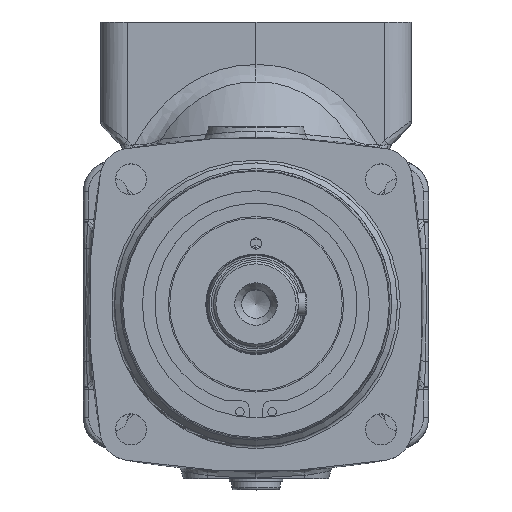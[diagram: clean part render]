
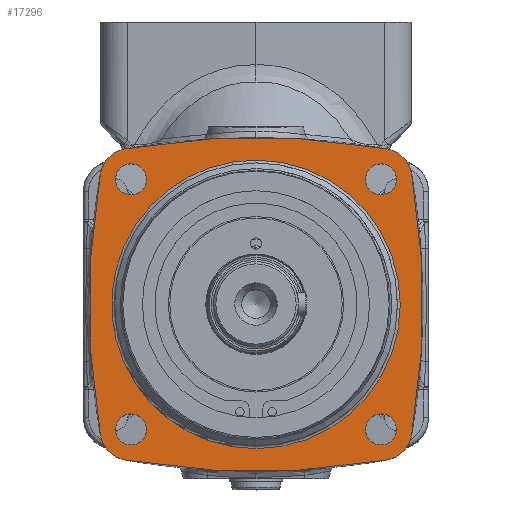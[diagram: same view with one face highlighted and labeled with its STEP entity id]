
A CAD part, top view. The second image highlights one B-rep face of the part: STEP entity #17296.
In plain terms, the highlighted planar face has unit normal (0, 0, 1).
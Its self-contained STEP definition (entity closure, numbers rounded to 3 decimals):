
#335=FACE_BOUND('',#3899,.T.);
#336=FACE_BOUND('',#3900,.T.);
#337=FACE_BOUND('',#3901,.T.);
#338=FACE_BOUND('',#3902,.T.);
#339=FACE_BOUND('',#3903,.T.);
#2186=PLANE('',#18851);
#2775=FACE_OUTER_BOUND('',#3898,.T.);
#3898=EDGE_LOOP('',(#12700,#12701,#12702,#12703,#12704,#12705,#12706,#12707));
#3899=EDGE_LOOP('',(#12708,#12709));
#3900=EDGE_LOOP('',(#12710,#12711));
#3901=EDGE_LOOP('',(#12712,#12713));
#3902=EDGE_LOOP('',(#12714,#12715));
#3903=EDGE_LOOP('',(#12716,#12717));
#4785=CIRCLE('',#18215,51.);
#4790=CIRCLE('',#18220,51.);
#4976=CIRCLE('',#18552,5.5);
#4977=CIRCLE('',#18553,5.5);
#4980=CIRCLE('',#18557,5.5);
#4981=CIRCLE('',#18558,5.5);
#4984=CIRCLE('',#18562,5.5);
#4985=CIRCLE('',#18563,5.5);
#4988=CIRCLE('',#18567,5.5);
#4989=CIRCLE('',#18568,5.5);
#5074=CIRCLE('',#18689,11.);
#5075=CIRCLE('',#18691,270.);
#5077=CIRCLE('',#18694,11.);
#5130=CIRCLE('',#18791,270.);
#5132=CIRCLE('',#18794,11.);
#5161=CIRCLE('',#18848,11.);
#5162=CIRCLE('',#18850,270.);
#5163=CIRCLE('',#18852,270.);
#6721=VERTEX_POINT('',#25902);
#6722=VERTEX_POINT('',#25903);
#6962=VERTEX_POINT('',#27464);
#6963=VERTEX_POINT('',#27466);
#6966=VERTEX_POINT('',#27474);
#6967=VERTEX_POINT('',#27476);
#6970=VERTEX_POINT('',#27484);
#6971=VERTEX_POINT('',#27486);
#6974=VERTEX_POINT('',#27494);
#6975=VERTEX_POINT('',#27496);
#7087=VERTEX_POINT('',#30207);
#7088=VERTEX_POINT('',#30208);
#7089=VERTEX_POINT('',#30213);
#7093=VERTEX_POINT('',#30231);
#7171=VERTEX_POINT('',#32456);
#7174=VERTEX_POINT('',#32469);
#7202=VERTEX_POINT('',#33418);
#7203=VERTEX_POINT('',#33419);
#8448=EDGE_CURVE('',#6721,#6722,#4785,.T.);
#8453=EDGE_CURVE('',#6722,#6721,#4790,.T.);
#8824=EDGE_CURVE('',#6962,#6963,#4976,.T.);
#8825=EDGE_CURVE('',#6963,#6962,#4977,.T.);
#8829=EDGE_CURVE('',#6966,#6967,#4980,.T.);
#8830=EDGE_CURVE('',#6967,#6966,#4981,.T.);
#8834=EDGE_CURVE('',#6970,#6971,#4984,.T.);
#8835=EDGE_CURVE('',#6971,#6970,#4985,.T.);
#8839=EDGE_CURVE('',#6974,#6975,#4988,.T.);
#8840=EDGE_CURVE('',#6975,#6974,#4989,.T.);
#9014=EDGE_CURVE('',#7087,#7088,#5074,.T.);
#9017=EDGE_CURVE('',#7088,#7089,#5075,.T.);
#9022=EDGE_CURVE('',#7089,#7093,#5077,.T.);
#9161=EDGE_CURVE('',#7171,#7087,#5130,.T.);
#9165=EDGE_CURVE('',#7174,#7171,#5132,.T.);
#9229=EDGE_CURVE('',#7202,#7203,#5161,.T.);
#9232=EDGE_CURVE('',#7203,#7174,#5162,.T.);
#9233=EDGE_CURVE('',#7093,#7202,#5163,.T.);
#12700=ORIENTED_EDGE('',*,*,#9232,.F.);
#12701=ORIENTED_EDGE('',*,*,#9229,.F.);
#12702=ORIENTED_EDGE('',*,*,#9233,.F.);
#12703=ORIENTED_EDGE('',*,*,#9022,.F.);
#12704=ORIENTED_EDGE('',*,*,#9017,.F.);
#12705=ORIENTED_EDGE('',*,*,#9014,.F.);
#12706=ORIENTED_EDGE('',*,*,#9161,.F.);
#12707=ORIENTED_EDGE('',*,*,#9165,.F.);
#12708=ORIENTED_EDGE('',*,*,#8840,.F.);
#12709=ORIENTED_EDGE('',*,*,#8839,.F.);
#12710=ORIENTED_EDGE('',*,*,#8835,.F.);
#12711=ORIENTED_EDGE('',*,*,#8834,.F.);
#12712=ORIENTED_EDGE('',*,*,#8830,.F.);
#12713=ORIENTED_EDGE('',*,*,#8829,.F.);
#12714=ORIENTED_EDGE('',*,*,#8825,.F.);
#12715=ORIENTED_EDGE('',*,*,#8824,.F.);
#12716=ORIENTED_EDGE('',*,*,#8448,.F.);
#12717=ORIENTED_EDGE('',*,*,#8453,.F.);
#17296=ADVANCED_FACE('',(#2775,#335,#336,#337,#338,#339),#2186,.F.);
#18215=AXIS2_PLACEMENT_3D('',#25904,#20327,#20328);
#18220=AXIS2_PLACEMENT_3D('',#25912,#20337,#20338);
#18552=AXIS2_PLACEMENT_3D('',#27467,#21125,#21126);
#18553=AXIS2_PLACEMENT_3D('',#27468,#21127,#21128);
#18557=AXIS2_PLACEMENT_3D('',#27477,#21136,#21137);
#18558=AXIS2_PLACEMENT_3D('',#27478,#21138,#21139);
#18562=AXIS2_PLACEMENT_3D('',#27487,#21147,#21148);
#18563=AXIS2_PLACEMENT_3D('',#27488,#21149,#21150);
#18567=AXIS2_PLACEMENT_3D('',#27497,#21158,#21159);
#18568=AXIS2_PLACEMENT_3D('',#27498,#21160,#21161);
#18689=AXIS2_PLACEMENT_3D('',#30209,#21418,#21419);
#18691=AXIS2_PLACEMENT_3D('',#30214,#21424,#21425);
#18694=AXIS2_PLACEMENT_3D('',#30232,#21432,#21433);
#18791=AXIS2_PLACEMENT_3D('',#32457,#21655,#21656);
#18794=AXIS2_PLACEMENT_3D('',#32470,#21662,#21663);
#18848=AXIS2_PLACEMENT_3D('',#33420,#21776,#21777);
#18850=AXIS2_PLACEMENT_3D('',#33424,#21782,#21783);
#18851=AXIS2_PLACEMENT_3D('',#33425,#21784,#21785);
#18852=AXIS2_PLACEMENT_3D('',#33426,#21786,#21787);
#20327=DIRECTION('center_axis',(0.,0.,
1.));
#20328=DIRECTION('ref_axis',(0.,-1.,0.));
#20337=DIRECTION('center_axis',(0.,0.,
1.));
#20338=DIRECTION('ref_axis',(0.,-1.,0.));
#21125=DIRECTION('center_axis',(0.,0.,
1.));
#21126=DIRECTION('ref_axis',(1.,0.,0.));
#21127=DIRECTION('center_axis',(0.,0.,
1.));
#21128=DIRECTION('ref_axis',(1.,0.,0.));
#21136=DIRECTION('center_axis',(0.,0.,
1.));
#21137=DIRECTION('ref_axis',(1.,0.,0.));
#21138=DIRECTION('center_axis',(0.,0.,
1.));
#21139=DIRECTION('ref_axis',(1.,0.,0.));
#21147=DIRECTION('center_axis',(0.,0.,
1.));
#21148=DIRECTION('ref_axis',(1.,0.,0.));
#21149=DIRECTION('center_axis',(0.,0.,
1.));
#21150=DIRECTION('ref_axis',(1.,0.,0.));
#21158=DIRECTION('center_axis',(0.,0.,
1.));
#21159=DIRECTION('ref_axis',(1.,0.,0.));
#21160=DIRECTION('center_axis',(0.,0.,
1.));
#21161=DIRECTION('ref_axis',(1.,0.,0.));
#21418=DIRECTION('center_axis',(0.,0.,
-1.));
#21419=DIRECTION('ref_axis',(0.171,0.985,0.));
#21424=DIRECTION('center_axis',(0.,0.,
-1.));
#21425=DIRECTION('ref_axis',(0.985,0.171,0.));
#21432=DIRECTION('center_axis',(0.,0.,
-1.));
#21433=DIRECTION('ref_axis',(0.985,-0.171,0.));
#21655=DIRECTION('center_axis',(0.,0.,
-1.));
#21656=DIRECTION('ref_axis',(-0.171,0.985,0.));
#21662=DIRECTION('center_axis',(0.,0.,
-1.));
#21663=DIRECTION('ref_axis',(-0.985,0.171,0.));
#21776=DIRECTION('center_axis',(0.,0.,
-1.));
#21777=DIRECTION('ref_axis',(-0.171,-0.985,0.));
#21782=DIRECTION('center_axis',(0.,0.,
-1.));
#21783=DIRECTION('ref_axis',(-0.985,-0.171,0.));
#21784=DIRECTION('center_axis',(0.,0.,
-1.));
#21785=DIRECTION('ref_axis',(0.,-1.,0.));
#21786=DIRECTION('center_axis',(0.,0.,
-1.));
#21787=DIRECTION('ref_axis',(0.171,-0.985,0.));
#25902=CARTESIAN_POINT('',(0.,-51.,83.1));
#25903=CARTESIAN_POINT('',(0.548,50.997,83.1));
#25904=CARTESIAN_POINT('Origin',(0.,0.,
83.1));
#25912=CARTESIAN_POINT('Origin',(0.,0.,
83.1));
#27464=CARTESIAN_POINT('',(-49.694,44.194,83.1));
#27466=CARTESIAN_POINT('',(-38.694,44.194,83.1));
#27467=CARTESIAN_POINT('Origin',(-44.194,44.194,83.1));
#27468=CARTESIAN_POINT('Origin',(-44.194,44.194,83.1));
#27474=CARTESIAN_POINT('',(-49.694,-44.194,83.1));
#27476=CARTESIAN_POINT('',(-38.694,-44.194,83.1));
#27477=CARTESIAN_POINT('Origin',(-44.194,-44.194,83.1));
#27478=CARTESIAN_POINT('Origin',(-44.194,-44.194,83.1));
#27484=CARTESIAN_POINT('',(38.694,-44.194,83.1));
#27486=CARTESIAN_POINT('',(49.694,-44.194,83.1));
#27487=CARTESIAN_POINT('Origin',(44.194,-44.194,83.1));
#27488=CARTESIAN_POINT('Origin',(44.194,-44.194,83.1));
#27494=CARTESIAN_POINT('',(38.694,44.194,83.1));
#27496=CARTESIAN_POINT('',(49.694,44.194,83.1));
#27497=CARTESIAN_POINT('Origin',(44.194,44.194,83.1));
#27498=CARTESIAN_POINT('Origin',(44.194,44.194,83.1));
#30207=CARTESIAN_POINT('',(46.078,55.039,83.1));
#30208=CARTESIAN_POINT('',(55.039,46.078,83.1));
#30209=CARTESIAN_POINT('Origin',(44.201,44.201,83.1));
#30213=CARTESIAN_POINT('',(55.039,-46.078,83.1));
#30214=CARTESIAN_POINT('Origin',(-211.,0.,83.1));
#30231=CARTESIAN_POINT('',(46.078,-55.039,83.1));
#30232=CARTESIAN_POINT('Origin',(44.201,-44.201,83.1));
#32456=CARTESIAN_POINT('',(-46.078,55.039,83.1));
#32457=CARTESIAN_POINT('Origin',(0.,-211.,83.1));
#32469=CARTESIAN_POINT('',(-55.039,46.078,83.1));
#32470=CARTESIAN_POINT('Origin',(-44.201,44.201,83.1));
#33418=CARTESIAN_POINT('',(-46.078,-55.039,83.1));
#33419=CARTESIAN_POINT('',(-55.039,-46.078,83.1));
#33420=CARTESIAN_POINT('Origin',(-44.201,-44.201,83.1));
#33424=CARTESIAN_POINT('Origin',(211.,0.,83.1));
#33425=CARTESIAN_POINT('Origin',(0.,0.,
83.1));
#33426=CARTESIAN_POINT('Origin',(0.,211.,83.1));
